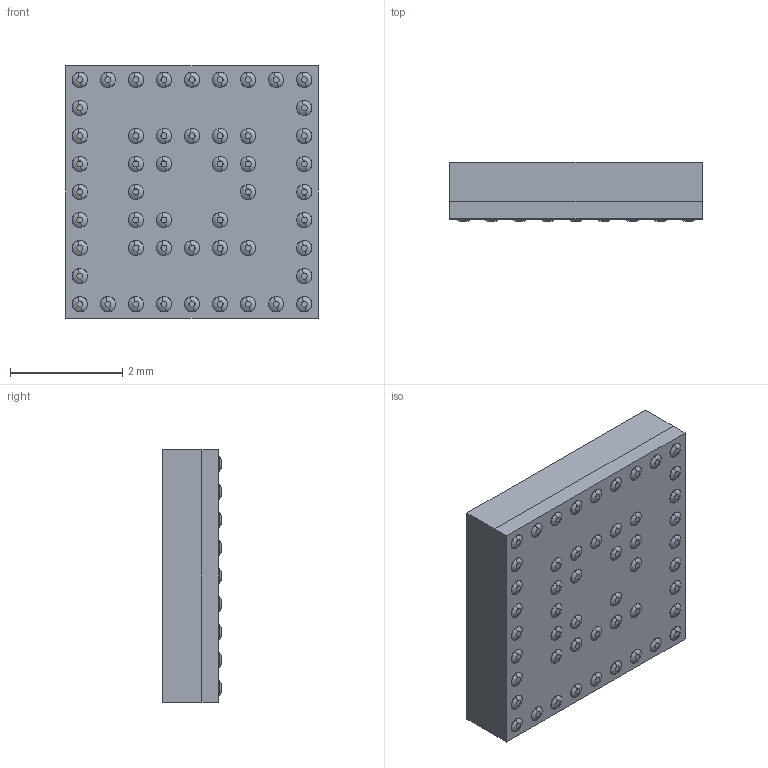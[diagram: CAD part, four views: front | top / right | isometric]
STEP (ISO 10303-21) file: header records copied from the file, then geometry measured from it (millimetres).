
FILE_DESCRIPTION (( 'STEP AP203' ), '1' );
FILE_NAME ('u-blox_ZOE_S-LGA51 (STEP-AP203).STEP', '2017-07-11T14:06:35', ( '' ), ( '' ), 'SwSTEP 2.0', 'SolidWorks 2014', '' );
FILE_SCHEMA (( 'CONFIG_CONTROL_DESIGN' ));
Length unit declared in the file: millimetre
Products named in the file (3): u-blox_ZOE_S-LGA51 (STEP-AP203); u-Blox_ZOE_S-LGA51_ball; U-Blox_ZOE_S-LGA51_body
Assembly tree (52 placements, depth 2):
  u-blox_ZOE_S-LGA51 (STEP-AP203)
    U-Blox_ZOE_S-LGA51_body
    u-Blox_ZOE_S-LGA51_ball  x51
Bounding box: 4.5 x 1.04 x 4.5 mm (x, y, z)
Volume: 20.3 mm3; surface area: 105.4 mm2
Topology: 53 solids, 53 shells, 1063 faces, 2619 edges, 1712 vertices
Faces by surface type: plane 613, torus 204, bspline 185, cylinder 61
Full cylindrical faces by diameter (mm): 0.27 x51
Entity records: 27747 total; most frequent: CARTESIAN_POINT 8939, ORIENTED_EDGE 3936, DIRECTION 2792, EDGE_CURVE 1968, VECTOR 1566, LINE 1566, VERTEX_POINT 1312, EDGE_LOOP 764
